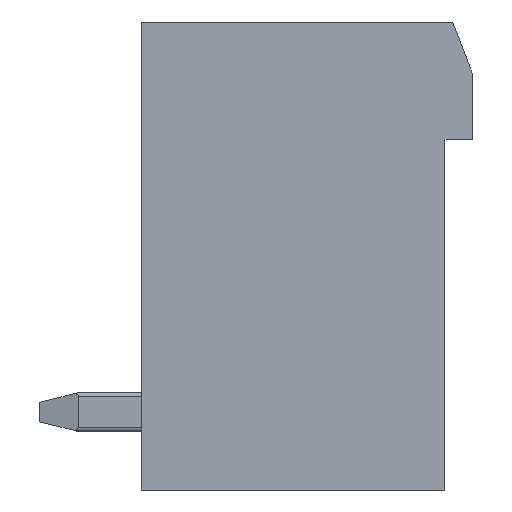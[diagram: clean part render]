
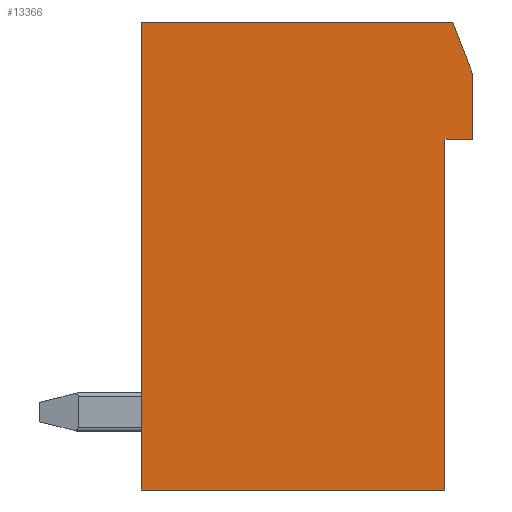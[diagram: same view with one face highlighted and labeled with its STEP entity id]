
A CAD part, left-side view. The second image highlights one B-rep face of the part: STEP entity #13366.
In plain terms, the highlighted planar face has unit normal (-1, 0, 0).
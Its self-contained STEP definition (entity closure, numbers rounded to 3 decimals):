
#438=LINE('',#18424,#1906);
#446=LINE('',#18440,#1914);
#456=LINE('',#18463,#1924);
#885=LINE('',#19452,#2353);
#898=LINE('',#19468,#2366);
#899=LINE('',#19470,#2367);
#902=LINE('',#19476,#2370);
#1906=VECTOR('',#14791,1000.);
#1914=VECTOR('',#14803,1000.);
#1924=VECTOR('',#14817,1000.);
#2353=VECTOR('',#15480,1000.);
#2366=VECTOR('',#15495,1000.);
#2367=VECTOR('',#15498,1000.);
#2370=VECTOR('',#15503,1000.);
#5748=ORIENTED_EDGE('',*,*,#7249,.T.);
#5749=ORIENTED_EDGE('',*,*,#7241,.T.);
#5750=ORIENTED_EDGE('',*,*,#7746,.T.);
#5751=ORIENTED_EDGE('',*,*,#7260,.T.);
#5752=ORIENTED_EDGE('',*,*,#7763,.T.);
#5753=ORIENTED_EDGE('',*,*,#7760,.T.);
#5754=ORIENTED_EDGE('',*,*,#7759,.T.);
#7241=EDGE_CURVE('',#9171,#9170,#438,.T.);
#7249=EDGE_CURVE('',#9176,#9171,#446,.T.);
#7260=EDGE_CURVE('',#9188,#9187,#456,.T.);
#7746=EDGE_CURVE('',#9170,#9188,#885,.T.);
#7759=EDGE_CURVE('',#9584,#9176,#898,.T.);
#7760=EDGE_CURVE('',#9585,#9584,#899,.T.);
#7763=EDGE_CURVE('',#9187,#9585,#902,.T.);
#9170=VERTEX_POINT('',#18423);
#9171=VERTEX_POINT('',#18425);
#9176=VERTEX_POINT('',#18438);
#9187=VERTEX_POINT('',#18462);
#9188=VERTEX_POINT('',#18464);
#9584=VERTEX_POINT('',#19457);
#9585=VERTEX_POINT('',#19471);
#11234=EDGE_LOOP('',(#5748,#5749,#5750,#5751,#5752,#5753,#5754));
#12057=FACE_BOUND('',#11234,.T.);
#12711=PLANE('',#14300);
#13366=ADVANCED_FACE('',(#12057),#12711,.T.);
#14300=AXIS2_PLACEMENT_3D('',#21049,#16995,#16996);
#14791=DIRECTION('',(0.,1.,0.));
#14803=DIRECTION('',(0.,0.359,0.933));
#14817=DIRECTION('',(0.,-1.,0.));
#15480=DIRECTION('',(0.,0.,-1.));
#15495=DIRECTION('',(0.,0.,1.));
#15498=DIRECTION('',(0.,-1.,0.));
#15503=DIRECTION('',(0.,0.,1.));
#16995=DIRECTION('',(-1.,0.,0.));
#16996=DIRECTION('',(0.,0.,1.));
#18423=CARTESIAN_POINT('',(-22.5,8.5,6.));
#18424=CARTESIAN_POINT('',(-22.5,0.5,6.));
#18425=CARTESIAN_POINT('',(-22.5,0.5,6.));
#18438=CARTESIAN_POINT('',(-22.5,0.,4.7));
#18440=CARTESIAN_POINT('',(-22.5,0.,4.7));
#18462=CARTESIAN_POINT('',(-22.5,0.7,-6.));
#18463=CARTESIAN_POINT('',(-22.5,8.5,-6.));
#18464=CARTESIAN_POINT('',(-22.5,8.5,-6.));
#19452=CARTESIAN_POINT('',(-22.5,8.5,6.));
#19457=CARTESIAN_POINT('',(-22.5,0.,3.));
#19468=CARTESIAN_POINT('',(-22.5,0.,3.));
#19470=CARTESIAN_POINT('',(-22.5,0.7,3.));
#19471=CARTESIAN_POINT('',(-22.5,0.7,3.));
#19476=CARTESIAN_POINT('',(-22.5,0.7,-6.));
#21049=CARTESIAN_POINT('',(-22.5,0.,0.));
